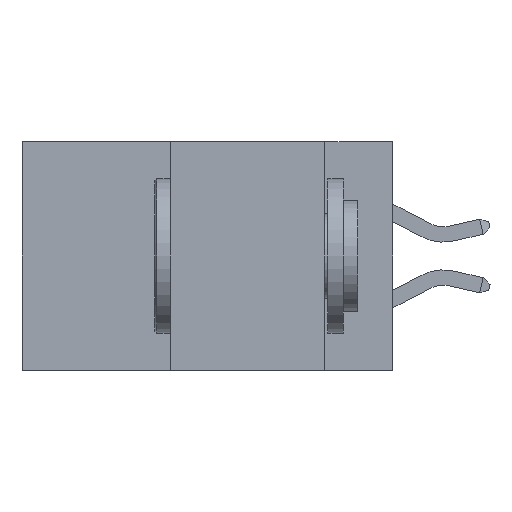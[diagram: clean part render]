
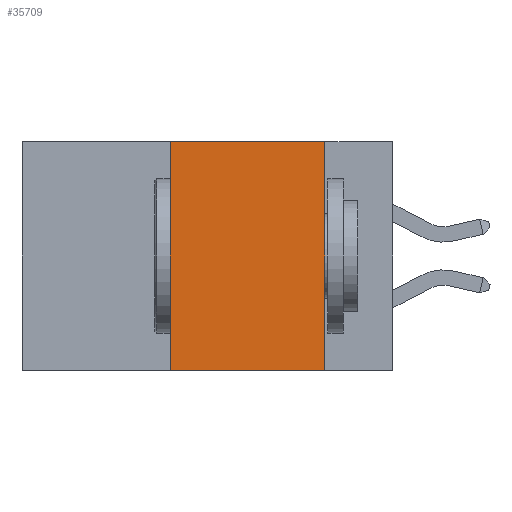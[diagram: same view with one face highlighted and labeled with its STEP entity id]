
A CAD part, left-side view. The second image highlights one B-rep face of the part: STEP entity #35709.
In plain terms, the highlighted planar face has unit normal (-1, 0, 0).
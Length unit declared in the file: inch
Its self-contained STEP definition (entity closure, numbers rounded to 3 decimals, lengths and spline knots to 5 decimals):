
#175 = ORIENTED_EDGE ( 'NONE', *, *, #29720, .F. ) ;
#445 = DIRECTION ( 'NONE',  ( 0., -1., 0. ) ) ;
#818 = DIRECTION ( 'NONE',  ( 0., 0., -1. ) ) ;
#1623 = LINE ( 'NONE', #23291, #4798 ) ;
#1993 = VECTOR ( 'NONE', #818, 39.37008 ) ;
#3965 = VECTOR ( 'NONE', #27075, 39.37008 ) ;
#4798 = VECTOR ( 'NONE', #445, 39.37008 ) ;
#5124 = EDGE_CURVE ( 'NONE', #24071, #16124, #19923, .T. ) ;
#5563 = DIRECTION ( 'NONE',  ( 0., 0., -1. ) ) ;
#5653 = FACE_OUTER_BOUND ( 'NONE', #8445, .T. ) ;
#5679 = CARTESIAN_POINT ( 'NONE',  ( 0., 0.6, 0. ) ) ;
#7297 = CARTESIAN_POINT ( 'NONE',  ( 0., 0.6, -0.37 ) ) ;
#8445 = EDGE_LOOP ( 'NONE', ( #175, #24291, #36581, #8993 ) ) ;
#8993 = ORIENTED_EDGE ( 'NONE', *, *, #5124, .T. ) ;
#10228 = VERTEX_POINT ( 'NONE', #24239 ) ;
#12360 = VECTOR ( 'NONE', #31331, 39.37008 ) ;
#15783 = EDGE_CURVE ( 'NONE', #16514, #10228, #1623, .T. ) ;
#16124 = VERTEX_POINT ( 'NONE', #24884 ) ;
#16514 = VERTEX_POINT ( 'NONE', #17654 ) ;
#17654 = CARTESIAN_POINT ( 'NONE',  ( 0., 0.36, 0. ) ) ;
#17870 = CARTESIAN_POINT ( 'NONE',  ( 0., 0.11, 0. ) ) ;
#18889 = LINE ( 'NONE', #17870, #1993 ) ;
#19923 = LINE ( 'NONE', #7297, #3965 ) ;
#22495 = DIRECTION ( 'NONE',  ( 1., 0., 0. ) ) ;
#22884 = CARTESIAN_POINT ( 'NONE',  ( 0., 0.36, 0. ) ) ;
#23291 = CARTESIAN_POINT ( 'NONE',  ( 0., 0.6, 0. ) ) ;
#24071 = VERTEX_POINT ( 'NONE', #32437 ) ;
#24239 = CARTESIAN_POINT ( 'NONE',  ( 0., 0.11, 0. ) ) ;
#24291 = ORIENTED_EDGE ( 'NONE', *, *, #15783, .F. ) ;
#24884 = CARTESIAN_POINT ( 'NONE',  ( 0., 0.11, -0.37 ) ) ;
#27075 = DIRECTION ( 'NONE',  ( 0., -1., 0. ) ) ;
#29720 = EDGE_CURVE ( 'NONE', #10228, #16124, #18889, .T. ) ;
#31331 = DIRECTION ( 'NONE',  ( 0., 0., 1. ) ) ;
#31399 = PLANE ( 'NONE',  #33671 ) ;
#32437 = CARTESIAN_POINT ( 'NONE',  ( 0., 0.36, -0.37 ) ) ;
#32605 = LINE ( 'NONE', #22884, #12360 ) ;
#33671 = AXIS2_PLACEMENT_3D ( 'NONE', #5679, #22495, #5563 ) ;
#35145 = EDGE_CURVE ( 'NONE', #24071, #16514, #32605, .T. ) ;
#35709 = ADVANCED_FACE ( 'NONE', ( #5653 ), #31399, .F. ) ;
#36581 = ORIENTED_EDGE ( 'NONE', *, *, #35145, .F. ) ;
